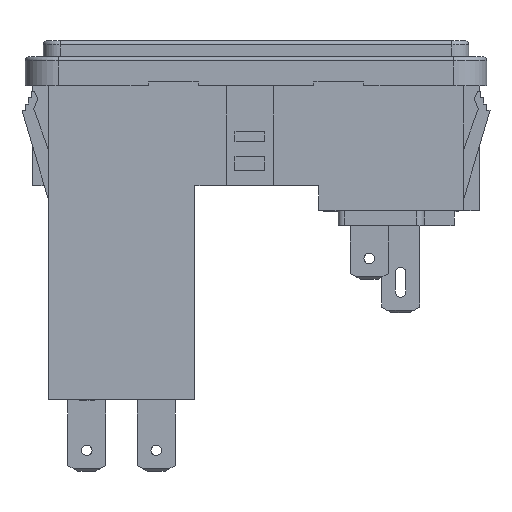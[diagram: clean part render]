
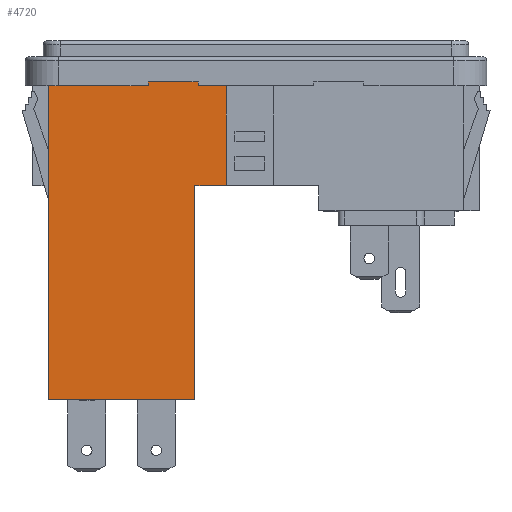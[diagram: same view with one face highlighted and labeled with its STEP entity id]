
A CAD part, left-side view. The second image highlights one B-rep face of the part: STEP entity #4720.
In plain terms, the highlighted planar face has unit normal (-1, 0, 0).
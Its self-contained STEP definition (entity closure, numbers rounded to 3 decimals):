
#3764 = VERTEX_POINT ( 'NONE', #13617 ) ;
#3767 = EDGE_CURVE ( 'NONE', #3764, #3768, #13680, .T. ) ;
#3768 = VERTEX_POINT ( 'NONE', #13676 ) ;
#4035 = VERTEX_POINT ( 'NONE', #14367 ) ;
#4037 = EDGE_CURVE ( 'NONE', #4035, #4038, #14366, .T. ) ;
#4038 = VERTEX_POINT ( 'NONE', #14362 ) ;
#4169 = EDGE_CURVE ( 'NONE', #4170, #4253, #14585, .T. ) ;
#4170 = VERTEX_POINT ( 'NONE', #14581 ) ;
#4253 = VERTEX_POINT ( 'NONE', #14754 ) ;
#4277 = EDGE_CURVE ( 'NONE', #3768, #5543, #14788, .T. ) ;
#4720 = ADVANCED_FACE ( 'NONE', ( #15510 ), #15508, .F. ) ;
#4721 = EDGE_LOOP ( 'NONE', ( #4722, #4723, #4725, #4788, #4791, #4794, #4796, #4797, #4798, #4799 ) ) ;
#4722 = ORIENTED_EDGE ( 'NONE', *, *, #4037, .F. ) ;
#4723 = ORIENTED_EDGE ( 'NONE', *, *, #4724, .F. ) ;
#4724 = EDGE_CURVE ( 'NONE', #4170, #4035, #15567, .T. ) ;
#4725 = ORIENTED_EDGE ( 'NONE', *, *, #4169, .T. ) ;
#4788 = ORIENTED_EDGE ( 'NONE', *, *, #4789, .F. ) ;
#4789 = EDGE_CURVE ( 'NONE', #4790, #4253, #15603, .T. ) ;
#4790 = VERTEX_POINT ( 'NONE', #15663 ) ;
#4791 = ORIENTED_EDGE ( 'NONE', *, *, #4792, .F. ) ;
#4792 = EDGE_CURVE ( 'NONE', #4793, #4790, #15662, .T. ) ;
#4793 = VERTEX_POINT ( 'NONE', #15658 ) ;
#4794 = ORIENTED_EDGE ( 'NONE', *, *, #4795, .T. ) ;
#4795 = EDGE_CURVE ( 'NONE', #4793, #5517, #15657, .T. ) ;
#4796 = ORIENTED_EDGE ( 'NONE', *, *, #5516, .T. ) ;
#4797 = ORIENTED_EDGE ( 'NONE', *, *, #4277, .F. ) ;
#4798 = ORIENTED_EDGE ( 'NONE', *, *, #3767, .F. ) ;
#4799 = ORIENTED_EDGE ( 'NONE', *, *, #4800, .F. ) ;
#4800 = EDGE_CURVE ( 'NONE', #4038, #3764, #15653, .T. ) ;
#5516 = EDGE_CURVE ( 'NONE', #5517, #5543, #16777, .T. ) ;
#5517 = VERTEX_POINT ( 'NONE', #16773 ) ;
#5543 = VERTEX_POINT ( 'NONE', #16853 ) ;
#13617 = CARTESIAN_POINT ( 'NONE',  ( -13., 7.766, -45.669 ) ) ;
#13676 = CARTESIAN_POINT ( 'NONE',  ( -13., 26.416, -45.669 ) ) ;
#13677 = DIRECTION ( 'NONE',  ( 0., 1., 0. ) ) ;
#13678 = VECTOR ( 'NONE', #13677, 1000. ) ;
#13679 = CARTESIAN_POINT ( 'NONE',  ( -13., -26.416, -45.669 ) ) ;
#13680 = LINE ( 'NONE', #13679, #13678 ) ;
#14362 = CARTESIAN_POINT ( 'NONE',  ( -13., 7.766, -18.415 ) ) ;
#14363 = DIRECTION ( 'NONE',  ( 0., 1., 0. ) ) ;
#14364 = VECTOR ( 'NONE', #14363, 1000. ) ;
#14365 = CARTESIAN_POINT ( 'NONE',  ( -13., 7.766, -18.415 ) ) ;
#14366 = LINE ( 'NONE', #14365, #14364 ) ;
#14367 = CARTESIAN_POINT ( 'NONE',  ( -13., 3.766, -18.415 ) ) ;
#14581 = CARTESIAN_POINT ( 'NONE',  ( -13., 3.766, -5.715 ) ) ;
#14582 = DIRECTION ( 'NONE',  ( 0., 1., 0. ) ) ;
#14583 = VECTOR ( 'NONE', #14582, 1000. ) ;
#14584 = CARTESIAN_POINT ( 'NONE',  ( -13., -26.416, -5.715 ) ) ;
#14585 = LINE ( 'NONE', #14584, #14583 ) ;
#14754 = CARTESIAN_POINT ( 'NONE',  ( -13., 7.364, -5.715 ) ) ;
#14785 = DIRECTION ( 'NONE',  ( 0., 0., 1. ) ) ;
#14786 = VECTOR ( 'NONE', #14785, 1000. ) ;
#14787 = CARTESIAN_POINT ( 'NONE',  ( -13., 26.416, -45.669 ) ) ;
#14788 = LINE ( 'NONE', #14787, #14786 ) ;
#15504 = DIRECTION ( 'NONE',  ( 0., 0., -1. ) ) ;
#15505 = DIRECTION ( 'NONE',  ( 1., 0., 0. ) ) ;
#15506 = CARTESIAN_POINT ( 'NONE',  ( -13., -26.416, -45.669 ) ) ;
#15507 = AXIS2_PLACEMENT_3D ( 'NONE', #15506, #15505, #15504 ) ;
#15508 = PLANE ( 'NONE',  #15507 ) ;
#15510 = FACE_OUTER_BOUND ( 'NONE', #4721, .T. ) ;
#15564 = DIRECTION ( 'NONE',  ( 0., 0., -1. ) ) ;
#15565 = VECTOR ( 'NONE', #15564, 1000. ) ;
#15566 = CARTESIAN_POINT ( 'NONE',  ( -13., 3.766, 1.405 ) ) ;
#15567 = LINE ( 'NONE', #15566, #15565 ) ;
#15601 = VECTOR ( 'NONE', #15664, 1000. ) ;
#15602 = CARTESIAN_POINT ( 'NONE',  ( -13., 7.364, -5.207 ) ) ;
#15603 = LINE ( 'NONE', #15602, #15601 ) ;
#15650 = DIRECTION ( 'NONE',  ( 0., 0., -1. ) ) ;
#15651 = VECTOR ( 'NONE', #15650, 1000. ) ;
#15652 = CARTESIAN_POINT ( 'NONE',  ( -13., 7.766, -45.669 ) ) ;
#15653 = LINE ( 'NONE', #15652, #15651 ) ;
#15654 = DIRECTION ( 'NONE',  ( 0., 0., -1. ) ) ;
#15655 = VECTOR ( 'NONE', #15654, 1000. ) ;
#15656 = CARTESIAN_POINT ( 'NONE',  ( -13., 13.714, -5.207 ) ) ;
#15657 = LINE ( 'NONE', #15656, #15655 ) ;
#15658 = CARTESIAN_POINT ( 'NONE',  ( -13., 13.714, -5.207 ) ) ;
#15659 = DIRECTION ( 'NONE',  ( 0., -1., 0. ) ) ;
#15660 = VECTOR ( 'NONE', #15659, 1000. ) ;
#15661 = CARTESIAN_POINT ( 'NONE',  ( -13., 13.714, -5.207 ) ) ;
#15662 = LINE ( 'NONE', #15661, #15660 ) ;
#15663 = CARTESIAN_POINT ( 'NONE',  ( -13., 7.364, -5.207 ) ) ;
#15664 = DIRECTION ( 'NONE',  ( 0., 0., -1. ) ) ;
#16773 = CARTESIAN_POINT ( 'NONE',  ( -13., 13.714, -5.715 ) ) ;
#16774 = DIRECTION ( 'NONE',  ( 0., 1., 0. ) ) ;
#16775 = VECTOR ( 'NONE', #16774, 1000. ) ;
#16776 = CARTESIAN_POINT ( 'NONE',  ( -13., -26.416, -5.715 ) ) ;
#16777 = LINE ( 'NONE', #16776, #16775 ) ;
#16853 = CARTESIAN_POINT ( 'NONE',  ( -13., 26.416, -5.715 ) ) ;
